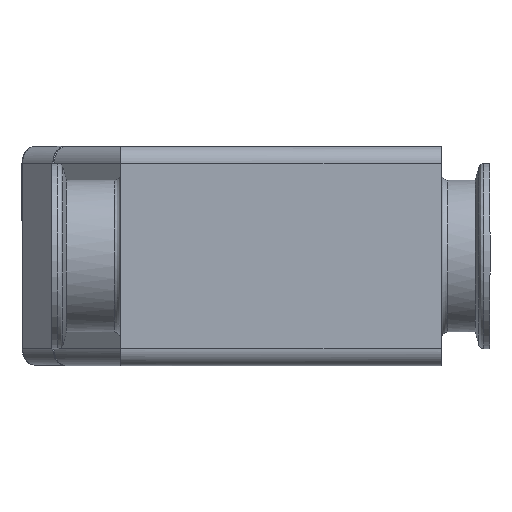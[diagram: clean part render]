
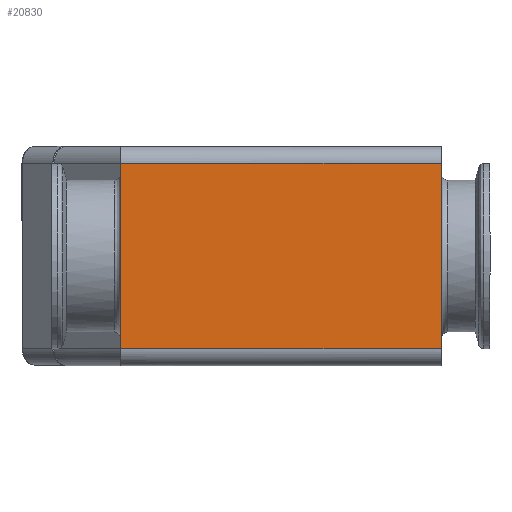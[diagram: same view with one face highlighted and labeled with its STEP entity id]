
A CAD part, front view. The second image highlights one B-rep face of the part: STEP entity #20830.
In plain terms, the highlighted free-form (B-spline) face has degree [1, 1] with [2, 2] control points.
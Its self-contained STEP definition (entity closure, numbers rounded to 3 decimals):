
#20758=CARTESIAN_POINT('V11',(0.0,0.0,5.0));
#20759=VERTEX_POINT('V11',#20758);
#20773=CARTESIAN_POINT('V18',(95.0,0.,5.0));
#20774=VERTEX_POINT('V18',#20773);
#20775=CARTESIAN_POINT('E24',(0.0,0.0,5.0));
#20776=CARTESIAN_POINT('E24',(95.0,0.,5.0));
#20777=B_SPLINE_CURVE_WITH_KNOTS('E24',1,(#20775,#20776),
   .POLYLINE_FORM.,.F.,.U.,(2,2),(2.0,14.096),
   .UNSPECIFIED.);
#20778=EDGE_CURVE('E24',#20759,#20774,#20777,.T.);
#20803=CARTESIAN_POINT('F24',(0.0,0.0,0.0));
#20804=CARTESIAN_POINT('F24',(95.0,0.,0.0));
#20805=CARTESIAN_POINT('F24',(0.0,0.0,65.0));
#20806=CARTESIAN_POINT('F24',(95.0,0.,65.0));
#20807=B_SPLINE_SURFACE_WITH_KNOTS('F24',1,1,((#20803,#20805),(
   #20804,#20806)),.PLANE_SURF.,.F.,.F.,.U.,(2,2),(2,2),(0.0,
   1.462),(0.0,1.0),.UNSPECIFIED.);
#20808=CARTESIAN_POINT('V17',(95.0,0.,60.)
   );
#20809=VERTEX_POINT('V17',#20808);
#20810=CARTESIAN_POINT('V12',(0.0,0.0,60.));
#20811=VERTEX_POINT('V12',#20810);
#20812=CARTESIAN_POINT('E22',(95.0,0.,60.)
   );
#20813=CARTESIAN_POINT('E22',(0.0,0.0,60.));
#20814=B_SPLINE_CURVE_WITH_KNOTS('E22',1,(#20812,#20813),
   .POLYLINE_FORM.,.F.,.U.,(2,2),(2.0,14.096),
   .UNSPECIFIED.);
#20815=EDGE_CURVE('E22',#20809,#20811,#20814,.T.);
#20816=ORIENTED_EDGE('E22',*,*,#20815,.F.);
#20817=CARTESIAN_POINT('E57',(95.0,0.,5.0));
#20818=CARTESIAN_POINT('E57',(95.0,0.,60.)
   );
#20819=B_SPLINE_CURVE_WITH_KNOTS('E57',1,(#20817,#20818),
   .POLYLINE_FORM.,.F.,.U.,(2,2),(0.077,
   0.923),.UNSPECIFIED.);
#20820=EDGE_CURVE('E57',#20774,#20809,#20819,.T.);
#20821=ORIENTED_EDGE('E57',*,*,#20820,.F.);
#20822=ORIENTED_EDGE('E24',*,*,#20778,.F.);
#20823=CARTESIAN_POINT('E13',(0.0,0.0,5.0));
#20824=CARTESIAN_POINT('E13',(0.0,0.0,60.));
#20825=B_SPLINE_CURVE_WITH_KNOTS('E13',1,(#20823,#20824),
   .POLYLINE_FORM.,.F.,.U.,(2,2),(0.077,
   0.923),.UNSPECIFIED.);
#20826=EDGE_CURVE('E13',#20759,#20811,#20825,.T.);
#20827=ORIENTED_EDGE('E13',*,*,#20826,.T.);
#20828=EDGE_LOOP('F24',(#20816,#20821,#20822,#20827));
#20829=FACE_OUTER_BOUND('F24',#20828,.F.);
#20830=ADVANCED_FACE('F24',(#20829),#20807,.T.);
